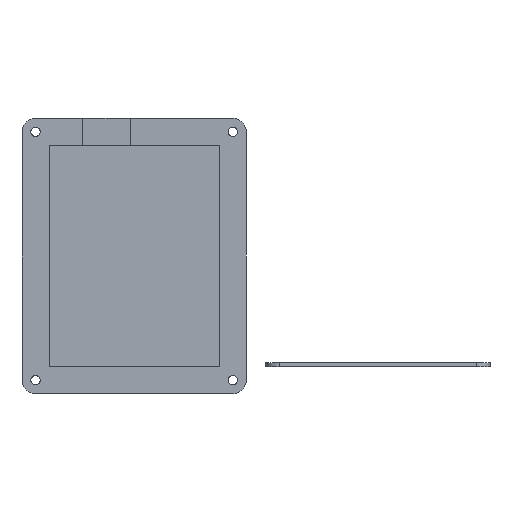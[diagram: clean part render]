
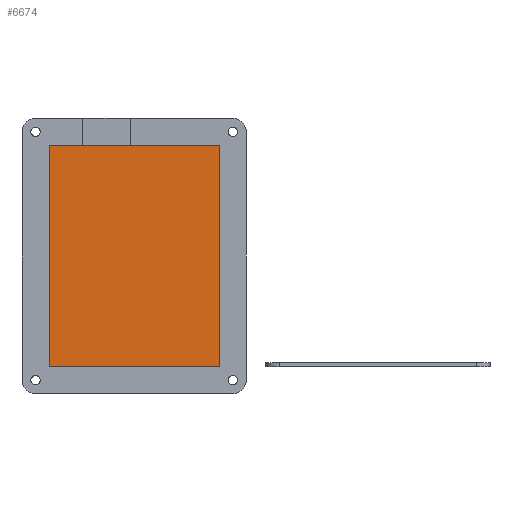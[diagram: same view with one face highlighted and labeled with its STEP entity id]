
A CAD part, front view. The second image highlights one B-rep face of the part: STEP entity #6674.
In plain terms, the highlighted face is planar.
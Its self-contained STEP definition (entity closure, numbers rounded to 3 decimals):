
#656=PLANE('',#7076);
#799=FACE_OUTER_BOUND('',#1176,.T.);
#1176=EDGE_LOOP('',(#4614,#4615,#4616,#4617));
#1616=LINE('',#8540,#2186);
#1618=LINE('',#8544,#2188);
#1619=LINE('',#8546,#2189);
#1620=LINE('',#8547,#2190);
#2186=VECTOR('',#7411,10.);
#2188=VECTOR('',#7415,10.);
#2189=VECTOR('',#7416,10.);
#2190=VECTOR('',#7417,10.);
#2844=VERTEX_POINT('',#8537);
#2845=VERTEX_POINT('',#8539);
#2846=VERTEX_POINT('',#8543);
#2847=VERTEX_POINT('',#8545);
#3548=EDGE_CURVE('',#2844,#2845,#1616,.T.);
#3550=EDGE_CURVE('',#2846,#2844,#1618,.T.);
#3551=EDGE_CURVE('',#2847,#2846,#1619,.T.);
#3552=EDGE_CURVE('',#2845,#2847,#1620,.T.);
#4614=ORIENTED_EDGE('',*,*,#3550,.F.);
#4615=ORIENTED_EDGE('',*,*,#3551,.F.);
#4616=ORIENTED_EDGE('',*,*,#3552,.F.);
#4617=ORIENTED_EDGE('',*,*,#3548,.F.);
#6674=ADVANCED_FACE('',(#799),#656,.T.);
#7076=AXIS2_PLACEMENT_3D('',#8542,#7413,#7414);
#7411=DIRECTION('',(0.,1.,0.));
#7413=DIRECTION('center_axis',(1.,0.,0.));
#7414=DIRECTION('ref_axis',(0.,0.,-1.));
#7415=DIRECTION('',(0.,0.,1.));
#7416=DIRECTION('',(0.,-1.,0.));
#7417=DIRECTION('',(0.,0.,-1.));
#8537=CARTESIAN_POINT('',(3.,0.,81.836));
#8539=CARTESIAN_POINT('',(3.,62.913,81.836));
#8540=CARTESIAN_POINT('',(3.,15.728,81.836));
#8542=CARTESIAN_POINT('Origin',(3.,31.457,40.918));
#8543=CARTESIAN_POINT('',(3.,0.,0.));
#8544=CARTESIAN_POINT('',(3.,0.,20.459));
#8545=CARTESIAN_POINT('',(3.,62.913,0.));
#8546=CARTESIAN_POINT('',(3.,47.185,0.));
#8547=CARTESIAN_POINT('',(3.,62.913,61.377));
